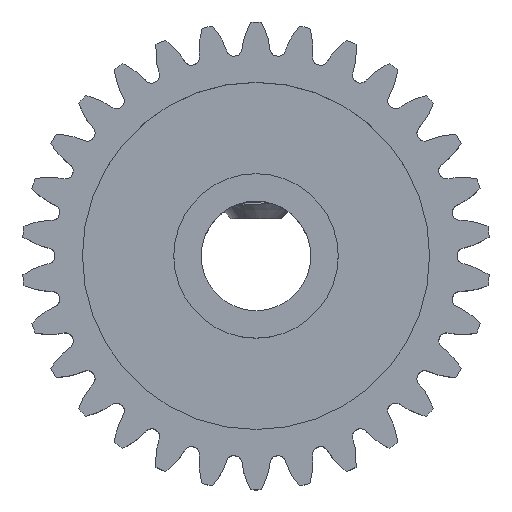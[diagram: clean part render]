
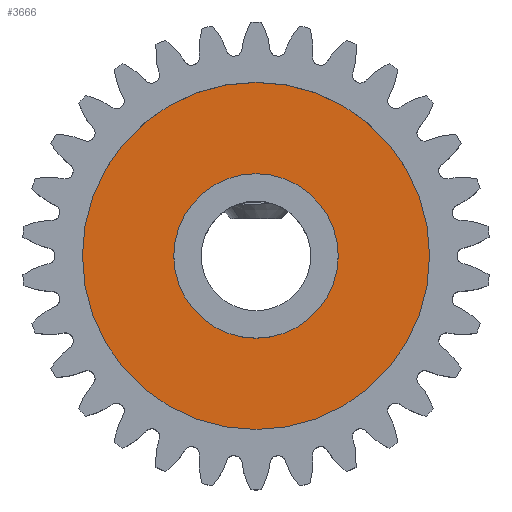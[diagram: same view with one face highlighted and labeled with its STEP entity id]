
A CAD part, top view. The second image highlights one B-rep face of the part: STEP entity #3666.
In plain terms, the highlighted planar face has unit normal (0, 0, 1).
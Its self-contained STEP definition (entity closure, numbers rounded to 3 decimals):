
#2952 = DIRECTION ( 'NONE',  ( 1., 0., 0. ) ) ;
#3072 = CARTESIAN_POINT ( 'NONE',  ( 0., 0., 3. ) ) ;
#3165 = CARTESIAN_POINT ( 'NONE',  ( -9.5, 0., 3. ) ) ;
#3666 = ADVANCED_FACE ( 'NONE', ( #11404, #17994 ), #19978, .T. ) ;
#3714 = CIRCLE ( 'NONE', #6623, 4.5 ) ;
#4567 = DIRECTION ( 'NONE',  ( 0., 0., 1. ) ) ;
#4827 = VERTEX_POINT ( 'NONE', #9396 ) ;
#4908 = EDGE_CURVE ( 'NONE', #6192, #4827, #10052, .T. ) ;
#5681 = AXIS2_PLACEMENT_3D ( 'NONE', #21433, #4567, #11323 ) ;
#6003 = ORIENTED_EDGE ( 'NONE', *, *, #4908, .T. ) ;
#6091 = EDGE_LOOP ( 'NONE', ( #8365, #17131 ) ) ;
#6142 = DIRECTION ( 'NONE',  ( 0., 0., 1. ) ) ;
#6192 = VERTEX_POINT ( 'NONE', #3165 ) ;
#6395 = DIRECTION ( 'NONE',  ( 1., 0., 0. ) ) ;
#6623 = AXIS2_PLACEMENT_3D ( 'NONE', #14664, #6142, #11506 ) ;
#7542 = EDGE_LOOP ( 'NONE', ( #15783, #6003 ) ) ;
#8079 = AXIS2_PLACEMENT_3D ( 'NONE', #11415, #21520, #2952 ) ;
#8365 = ORIENTED_EDGE ( 'NONE', *, *, #19545, .F. ) ;
#9396 = CARTESIAN_POINT ( 'NONE',  ( 9.5, 0., 3. ) ) ;
#9901 = DIRECTION ( 'NONE',  ( 0., 0., 1. ) ) ;
#10052 = CIRCLE ( 'NONE', #5681, 9.5 ) ;
#10924 = DIRECTION ( 'NONE',  ( 0., 0., 1. ) ) ;
#11323 = DIRECTION ( 'NONE',  ( 1., 0., 0. ) ) ;
#11359 = CARTESIAN_POINT ( 'NONE',  ( 4.5, 0., 3. ) ) ;
#11404 = FACE_BOUND ( 'NONE', #6091, .T. ) ;
#11415 = CARTESIAN_POINT ( 'NONE',  ( 0., 0., 3. ) ) ;
#11506 = DIRECTION ( 'NONE',  ( 1., 0., 0. ) ) ;
#12674 = DIRECTION ( 'NONE',  ( 1., 0., 0. ) ) ;
#12771 = CIRCLE ( 'NONE', #19512, 4.5 ) ;
#14664 = CARTESIAN_POINT ( 'NONE',  ( 0., 0., 3. ) ) ;
#15294 = EDGE_CURVE ( 'NONE', #4827, #6192, #15433, .T. ) ;
#15433 = CIRCLE ( 'NONE', #17661, 9.5 ) ;
#15783 = ORIENTED_EDGE ( 'NONE', *, *, #15294, .T. ) ;
#16434 = EDGE_CURVE ( 'NONE', #20314, #21385, #12771, .T. ) ;
#17131 = ORIENTED_EDGE ( 'NONE', *, *, #16434, .F. ) ;
#17661 = AXIS2_PLACEMENT_3D ( 'NONE', #17708, #10924, #12674 ) ;
#17708 = CARTESIAN_POINT ( 'NONE',  ( 0., 0., 3. ) ) ;
#17957 = CARTESIAN_POINT ( 'NONE',  ( -4.5, 0., 3. ) ) ;
#17994 = FACE_OUTER_BOUND ( 'NONE', #7542, .T. ) ;
#19512 = AXIS2_PLACEMENT_3D ( 'NONE', #3072, #9901, #6395 ) ;
#19545 = EDGE_CURVE ( 'NONE', #21385, #20314, #3714, .T. ) ;
#19978 = PLANE ( 'NONE',  #8079 ) ;
#20314 = VERTEX_POINT ( 'NONE', #17957 ) ;
#21385 = VERTEX_POINT ( 'NONE', #11359 ) ;
#21433 = CARTESIAN_POINT ( 'NONE',  ( 0., 0., 3. ) ) ;
#21520 = DIRECTION ( 'NONE',  ( 0., 0., 1. ) ) ;
